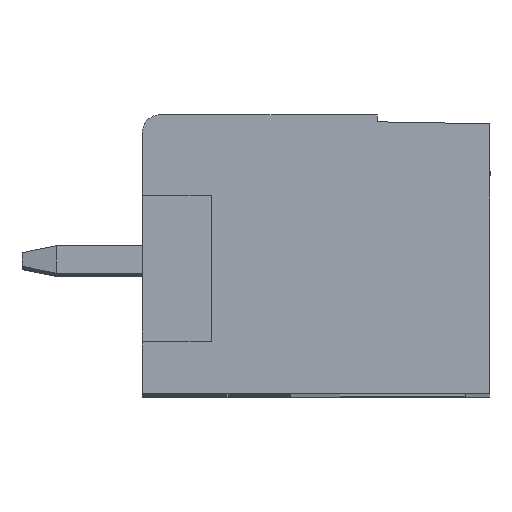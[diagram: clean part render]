
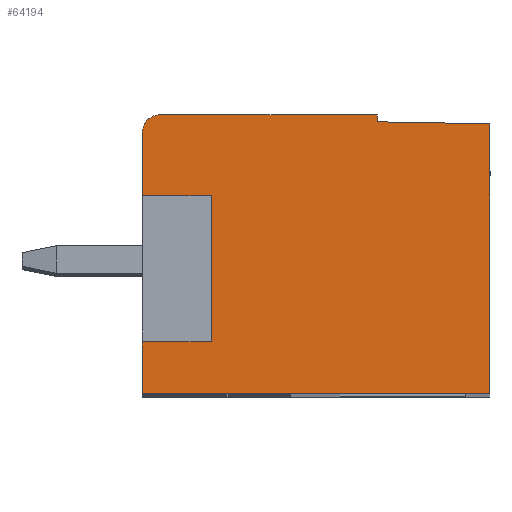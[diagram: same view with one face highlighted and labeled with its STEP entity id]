
A CAD part, top view. The second image highlights one B-rep face of the part: STEP entity #64194.
In plain terms, the highlighted planar face has unit normal (0, 0, 1).
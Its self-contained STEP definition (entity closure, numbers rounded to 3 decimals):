
#5=DIRECTION('',(0.,1.,0.));
#6=VECTOR('',#5,7.84);
#7=CARTESIAN_POINT('',(-10.615,0.099,168.212));
#8=LINE('',#7,#6);
#551=DIRECTION('',(0.,1.,0.));
#552=VECTOR('',#551,0.202);
#553=CARTESIAN_POINT('',(-13.889,7.997,168.212));
#554=LINE('',#553,#552);
#619=DIRECTION('',(0.,-1.,0.));
#620=VECTOR('',#619,1.85);
#621=CARTESIAN_POINT('',(-20.715,7.699,168.212));
#622=LINE('',#621,#620);
#635=DIRECTION('',(0.,-1.,0.));
#636=VECTOR('',#635,1.5);
#637=CARTESIAN_POINT('',(-20.715,1.599,168.212));
#638=LINE('',#637,#636);
#2275=DIRECTION('',(1.,0.,0.));
#2276=VECTOR('',#2275,10.1);
#2277=CARTESIAN_POINT('',(-20.715,0.099,
168.212));
#2278=LINE('',#2277,#2276);
#23129=DIRECTION('',(0.,1.,0.));
#23130=VECTOR('',#23129,4.25);
#23131=CARTESIAN_POINT('',(-18.715,1.599,
168.212));
#23132=LINE('',#23131,#23130);
#23133=DIRECTION('',(-1.,0.,0.));
#23134=VECTOR('',#23133,2.);
#23135=CARTESIAN_POINT('',(-18.715,5.849,
168.212));
#23136=LINE('',#23135,#23134);
#23137=CARTESIAN_POINT('',(-20.215,7.699,
168.212));
#23138=DIRECTION('',(0.,0.,-1.));
#23139=DIRECTION('',(-1.,0.,0.));
#23140=AXIS2_PLACEMENT_3D('',#23137,#23138,#23139);
#23142=DIRECTION('',(1.,0.,0.));
#23143=VECTOR('',#23142,6.326);
#23144=CARTESIAN_POINT('',(-20.215,8.199,
168.212));
#23145=LINE('',#23144,#23143);
#23146=DIRECTION('',(1.,-0.017,0.));
#23147=VECTOR('',#23146,3.274);
#23148=CARTESIAN_POINT('',(-13.889,7.997,
168.212));
#23149=LINE('',#23148,#23147);
#23150=DIRECTION('',(-1.,0.,0.));
#23151=VECTOR('',#23150,2.);
#23152=CARTESIAN_POINT('',(-18.715,1.599,
168.212));
#23153=LINE('',#23152,#23151);
#23174=CARTESIAN_POINT('',(-10.615,0.099,
168.212));
#23175=CARTESIAN_POINT('',(-10.615,7.94,
168.212));
#23176=VERTEX_POINT('',#23174);
#23177=VERTEX_POINT('',#23175);
#23250=CARTESIAN_POINT('',(-20.715,0.099,
168.212));
#23251=VERTEX_POINT('',#23250);
#23517=CARTESIAN_POINT('',(-13.889,7.997,
168.212));
#23518=VERTEX_POINT('',#23517);
#23519=CARTESIAN_POINT('',(-20.715,1.599,
168.212));
#23520=VERTEX_POINT('',#23519);
#23521=CARTESIAN_POINT('',(-18.715,1.599,
168.212));
#23522=VERTEX_POINT('',#23521);
#23523=CARTESIAN_POINT('',(-18.715,5.849,
168.212));
#23524=VERTEX_POINT('',#23523);
#23525=CARTESIAN_POINT('',(-20.715,5.849,
168.212));
#23526=VERTEX_POINT('',#23525);
#23527=CARTESIAN_POINT('',(-20.715,7.699,
168.212));
#23528=VERTEX_POINT('',#23527);
#23529=CARTESIAN_POINT('',(-20.215,8.199,
168.212));
#23530=VERTEX_POINT('',#23529);
#23531=CARTESIAN_POINT('',(-13.889,8.199,
168.212));
#23532=VERTEX_POINT('',#23531);
#64173=CARTESIAN_POINT('',(-10.615,0.099,
168.212));
#64174=DIRECTION('',(0.,0.,-1.));
#64175=DIRECTION('',(0.,1.,0.));
#64176=AXIS2_PLACEMENT_3D('',#64173,#64174,#64175);
#64177=PLANE('',#64176);
#64178=ORIENTED_EDGE('',*,*,#30319,.F.);
#64179=ORIENTED_EDGE('',*,*,#33087,.F.);
#64180=ORIENTED_EDGE('',*,*,#30904,.F.);
#64182=ORIENTED_EDGE('',*,*,#64181,.F.);
#64184=ORIENTED_EDGE('',*,*,#64183,.T.);
#64186=ORIENTED_EDGE('',*,*,#64185,.T.);
#64187=ORIENTED_EDGE('',*,*,#30896,.F.);
#64188=ORIENTED_EDGE('',*,*,#30861,.T.);
#64189=ORIENTED_EDGE('',*,*,#30846,.T.);
#64190=ORIENTED_EDGE('',*,*,#30831,.F.);
#64191=ORIENTED_EDGE('',*,*,#30816,.T.);
#64192=EDGE_LOOP('',(#64178,#64179,#64180,#64182,#64184,#64186,#64187,#64188,
#64189,#64190,#64191));
#64193=FACE_OUTER_BOUND('',#64192,.F.);
#23141=CIRCLE('',#23140,0.5);
#30319=EDGE_CURVE('',#23176,#23177,#8,.T.);
#30816=EDGE_CURVE('',#23518,#23177,#23149,.T.);
#30831=EDGE_CURVE('',#23518,#23532,#554,.T.);
#30846=EDGE_CURVE('',#23530,#23532,#23145,.T.);
#30861=EDGE_CURVE('',#23528,#23530,#23141,.T.);
#30896=EDGE_CURVE('',#23528,#23526,#622,.T.);
#30904=EDGE_CURVE('',#23520,#23251,#638,.T.);
#33087=EDGE_CURVE('',#23251,#23176,#2278,.T.);
#64181=EDGE_CURVE('',#23522,#23520,#23153,.T.);
#64183=EDGE_CURVE('',#23522,#23524,#23132,.T.);
#64185=EDGE_CURVE('',#23524,#23526,#23136,.T.);
#64194=ADVANCED_FACE('',(#64193),#64177,.F.);
